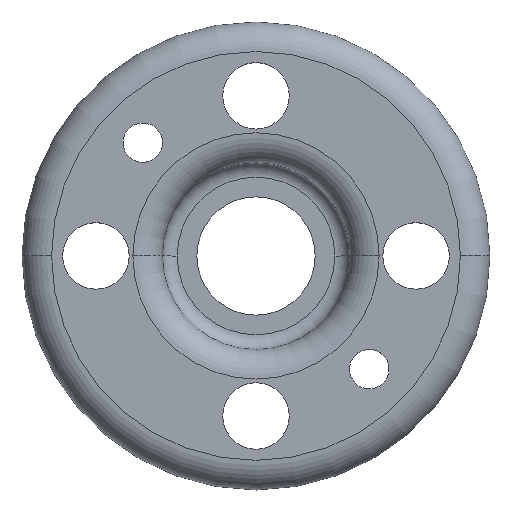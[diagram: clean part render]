
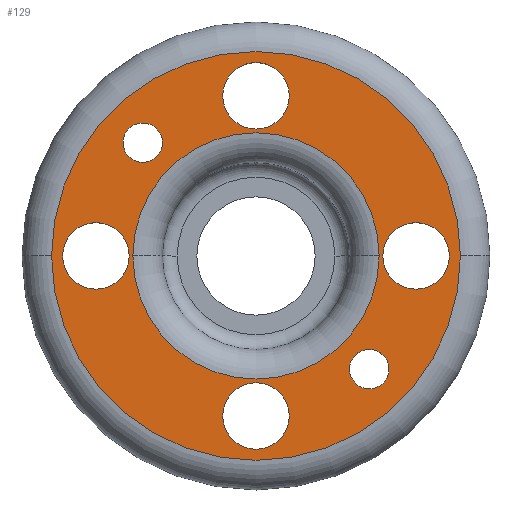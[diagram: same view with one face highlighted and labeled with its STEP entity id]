
A CAD part, top view. The second image highlights one B-rep face of the part: STEP entity #129.
In plain terms, the highlighted planar face has unit normal (0, 0, 1).
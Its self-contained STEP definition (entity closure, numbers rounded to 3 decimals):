
#129=ADVANCED_FACE('',(#253,#254,#255,#256,#257,#258,#259,#260),#261,.T.);
#253=FACE_BOUND('',#390,.T.);
#254=FACE_BOUND('',#391,.T.);
#255=FACE_BOUND('',#392,.T.);
#256=FACE_BOUND('',#393,.T.);
#257=FACE_BOUND('',#394,.T.);
#258=FACE_BOUND('',#395,.T.);
#259=FACE_BOUND('',#396,.T.);
#260=FACE_OUTER_BOUND('',#397,.T.);
#261=PLANE('',#398);
#390=EDGE_LOOP('',(#629,#630));
#391=EDGE_LOOP('',(#631,#632));
#392=EDGE_LOOP('',(#633,#634));
#393=EDGE_LOOP('',(#635,#636));
#394=EDGE_LOOP('',(#637,#638));
#395=EDGE_LOOP('',(#639,#640));
#396=EDGE_LOOP('',(#641,#642,#643));
#397=EDGE_LOOP('',(#644,#645,#646));
#398=AXIS2_PLACEMENT_3D('',#647,#648,#649);
#629=ORIENTED_EDGE('',*,*,#868,.T.);
#630=ORIENTED_EDGE('',*,*,#866,.T.);
#631=ORIENTED_EDGE('',*,*,#871,.T.);
#632=ORIENTED_EDGE('',*,*,#861,.T.);
#633=ORIENTED_EDGE('',*,*,#874,.T.);
#634=ORIENTED_EDGE('',*,*,#856,.T.);
#635=ORIENTED_EDGE('',*,*,#877,.T.);
#636=ORIENTED_EDGE('',*,*,#851,.T.);
#637=ORIENTED_EDGE('',*,*,#880,.T.);
#638=ORIENTED_EDGE('',*,*,#846,.T.);
#639=ORIENTED_EDGE('',*,*,#883,.T.);
#640=ORIENTED_EDGE('',*,*,#841,.T.);
#641=ORIENTED_EDGE('',*,*,#886,.F.);
#642=ORIENTED_EDGE('',*,*,#887,.F.);
#643=ORIENTED_EDGE('',*,*,#834,.F.);
#644=ORIENTED_EDGE('',*,*,#888,.T.);
#645=ORIENTED_EDGE('',*,*,#790,.T.);
#646=ORIENTED_EDGE('',*,*,#889,.T.);
#647=CARTESIAN_POINT('',(0.0,-168.422,85.981));
#648=DIRECTION('',(0.0,0.0,1.0));
#649=DIRECTION('',(0.0,-1.0,0.0));
#790=EDGE_CURVE('',#919,#925,#927,.T.);
#834=EDGE_CURVE('',#1000,#1002,#1003,.T.);
#841=EDGE_CURVE('',#1008,#1012,#1014,.T.);
#846=EDGE_CURVE('',#1017,#1021,#1023,.T.);
#851=EDGE_CURVE('',#1026,#1030,#1032,.T.);
#856=EDGE_CURVE('',#1035,#1039,#1041,.T.);
#861=EDGE_CURVE('',#1044,#1048,#1050,.T.);
#866=EDGE_CURVE('',#1053,#1057,#1059,.T.);
#868=EDGE_CURVE('',#1057,#1053,#1061,.T.);
#871=EDGE_CURVE('',#1048,#1044,#1064,.T.);
#874=EDGE_CURVE('',#1039,#1035,#1067,.T.);
#877=EDGE_CURVE('',#1030,#1026,#1070,.T.);
#880=EDGE_CURVE('',#1021,#1017,#1073,.T.);
#883=EDGE_CURVE('',#1012,#1008,#1076,.T.);
#886=EDGE_CURVE('',#1079,#1000,#1080,.T.);
#887=EDGE_CURVE('',#1002,#1079,#1081,.T.);
#888=EDGE_CURVE('',#1082,#919,#1083,.T.);
#889=EDGE_CURVE('',#925,#1082,#1084,.T.);
#919=VERTEX_POINT('',#1117);
#925=VERTEX_POINT('',#1123);
#927=CIRCLE('',#1125,41.5);
#1000=VERTEX_POINT('',#1202);
#1002=VERTEX_POINT('',#1204);
#1003=CIRCLE('',#1205,25.0);
#1008=VERTEX_POINT('',#1210);
#1012=VERTEX_POINT('',#1215);
#1014=CIRCLE('',#1218,6.75);
#1017=VERTEX_POINT('',#1221);
#1021=VERTEX_POINT('',#1226);
#1023=CIRCLE('',#1229,6.75);
#1026=VERTEX_POINT('',#1232);
#1030=VERTEX_POINT('',#1237);
#1032=CIRCLE('',#1240,6.75);
#1035=VERTEX_POINT('',#1243);
#1039=VERTEX_POINT('',#1248);
#1041=CIRCLE('',#1251,6.75);
#1044=VERTEX_POINT('',#1254);
#1048=VERTEX_POINT('',#1259);
#1050=CIRCLE('',#1262,4.0);
#1053=VERTEX_POINT('',#1265);
#1057=VERTEX_POINT('',#1270);
#1059=CIRCLE('',#1273,4.0);
#1061=CIRCLE('',#1275,4.0);
#1064=CIRCLE('',#1278,4.0);
#1067=CIRCLE('',#1281,6.75);
#1070=CIRCLE('',#1284,6.75);
#1073=CIRCLE('',#1287,6.75);
#1076=CIRCLE('',#1290,6.75);
#1079=VERTEX_POINT('',#1293);
#1080=CIRCLE('',#1294,25.0);
#1081=CIRCLE('',#1295,25.0);
#1082=VERTEX_POINT('',#1296);
#1083=CIRCLE('',#1297,41.5);
#1084=CIRCLE('',#1298,41.5);
#1117=CARTESIAN_POINT('',(41.5,-135.172,85.981));
#1123=CARTESIAN_POINT('',(-41.5,-135.172,85.981));
#1125=AXIS2_PLACEMENT_3D('',#1341,#1342,#1343);
#1202=CARTESIAN_POINT('',(25.0,-135.172,85.981));
#1204=CARTESIAN_POINT('',(-25.0,-135.172,85.981));
#1205=AXIS2_PLACEMENT_3D('',#1441,#1442,#1443);
#1210=CARTESIAN_POINT('',(0.,-160.922,85.981));
#1215=CARTESIAN_POINT('',(0.,-174.422,85.981));
#1218=AXIS2_PLACEMENT_3D('',#1455,#1456,#1457);
#1221=CARTESIAN_POINT('',(-25.75,-135.172,85.981));
#1226=CARTESIAN_POINT('',(-39.25,-135.172,85.981));
#1229=AXIS2_PLACEMENT_3D('',#1463,#1464,#1465);
#1232=CARTESIAN_POINT('',(0.,-109.422,85.981));
#1237=CARTESIAN_POINT('',(0.,-95.922,85.981));
#1240=AXIS2_PLACEMENT_3D('',#1471,#1472,#1473);
#1243=CARTESIAN_POINT('',(25.75,-135.172,85.981));
#1248=CARTESIAN_POINT('',(39.25,-135.172,85.981));
#1251=AXIS2_PLACEMENT_3D('',#1479,#1480,#1481);
#1254=CARTESIAN_POINT('',(20.153,-155.325,85.981));
#1259=CARTESIAN_POINT('',(25.809,-160.981,85.981));
#1262=AXIS2_PLACEMENT_3D('',#1487,#1488,#1489);
#1265=CARTESIAN_POINT('',(-20.153,-115.02,85.981));
#1270=CARTESIAN_POINT('',(-25.809,-109.363,85.981));
#1273=AXIS2_PLACEMENT_3D('',#1495,#1496,#1497);
#1275=AXIS2_PLACEMENT_3D('',#1498,#1499,#1500);
#1278=AXIS2_PLACEMENT_3D('',#1504,#1505,#1506);
#1281=AXIS2_PLACEMENT_3D('',#1510,#1511,#1512);
#1284=AXIS2_PLACEMENT_3D('',#1516,#1517,#1518);
#1287=AXIS2_PLACEMENT_3D('',#1522,#1523,#1524);
#1290=AXIS2_PLACEMENT_3D('',#1528,#1529,#1530);
#1293=CARTESIAN_POINT('',(0.0,-160.172,85.981));
#1294=AXIS2_PLACEMENT_3D('',#1534,#1535,#1536);
#1295=AXIS2_PLACEMENT_3D('',#1537,#1538,#1539);
#1296=CARTESIAN_POINT('',(0.0,-176.672,85.981));
#1297=AXIS2_PLACEMENT_3D('',#1540,#1541,#1542);
#1298=AXIS2_PLACEMENT_3D('',#1543,#1544,#1545);
#1341=CARTESIAN_POINT('',(0.0,-135.172,85.981));
#1342=DIRECTION('',(0.0,0.0,1.0));
#1343=DIRECTION('',(0.0,-1.0,0.0));
#1441=CARTESIAN_POINT('',(0.0,-135.172,85.981));
#1442=DIRECTION('',(0.0,0.0,1.0));
#1443=DIRECTION('',(0.0,-1.0,0.0));
#1455=CARTESIAN_POINT('',(0.,-167.672,85.981));
#1456=DIRECTION('',(0.0,0.0,-1.0));
#1457=DIRECTION('',(0.,1.0,0.0));
#1463=CARTESIAN_POINT('',(-32.5,-135.172,85.981));
#1464=DIRECTION('',(0.0,-0.0,-1.0));
#1465=DIRECTION('',(1.0,0.,0.0));
#1471=CARTESIAN_POINT('',(0.0,-102.672,85.981));
#1472=DIRECTION('',(-0.0,-0.0,-1.0));
#1473=DIRECTION('',(0.0,-1.0,0.0));
#1479=CARTESIAN_POINT('',(32.5,-135.172,85.981));
#1480=DIRECTION('',(-0.0,0.0,-1.0));
#1481=DIRECTION('',(-1.0,0.,0.0));
#1487=CARTESIAN_POINT('',(22.981,-158.153,85.981));
#1488=DIRECTION('',(-0.0,0.0,-1.0));
#1489=DIRECTION('',(-0.707,0.707,0.0));
#1495=CARTESIAN_POINT('',(-22.981,-112.191,85.981));
#1496=DIRECTION('',(0.0,-0.0,-1.0));
#1497=DIRECTION('',(0.707,-0.707,0.0));
#1498=CARTESIAN_POINT('',(-22.981,-112.191,85.981));
#1499=DIRECTION('',(0.0,-0.0,-1.0));
#1500=DIRECTION('',(0.707,-0.707,0.0));
#1504=CARTESIAN_POINT('',(22.981,-158.153,85.981));
#1505=DIRECTION('',(-0.0,0.0,-1.0));
#1506=DIRECTION('',(-0.707,0.707,0.0));
#1510=CARTESIAN_POINT('',(32.5,-135.172,85.981));
#1511=DIRECTION('',(-0.0,0.0,-1.0));
#1512=DIRECTION('',(-1.0,0.,0.0));
#1516=CARTESIAN_POINT('',(0.0,-102.672,85.981));
#1517=DIRECTION('',(-0.0,-0.0,-1.0));
#1518=DIRECTION('',(0.0,-1.0,0.0));
#1522=CARTESIAN_POINT('',(-32.5,-135.172,85.981));
#1523=DIRECTION('',(0.0,-0.0,-1.0));
#1524=DIRECTION('',(1.0,0.,0.0));
#1528=CARTESIAN_POINT('',(0.,-167.672,85.981));
#1529=DIRECTION('',(0.0,0.0,-1.0));
#1530=DIRECTION('',(0.,1.0,0.0));
#1534=CARTESIAN_POINT('',(0.0,-135.172,85.981));
#1535=DIRECTION('',(0.0,0.0,1.0));
#1536=DIRECTION('',(0.0,-1.0,0.0));
#1537=CARTESIAN_POINT('',(0.0,-135.172,85.981));
#1538=DIRECTION('',(0.0,0.0,1.0));
#1539=DIRECTION('',(0.0,-1.0,0.0));
#1540=CARTESIAN_POINT('',(0.0,-135.172,85.981));
#1541=DIRECTION('',(0.0,0.0,1.0));
#1542=DIRECTION('',(0.0,-1.0,0.0));
#1543=CARTESIAN_POINT('',(0.0,-135.172,85.981));
#1544=DIRECTION('',(0.0,0.0,1.0));
#1545=DIRECTION('',(0.0,-1.0,0.0));
